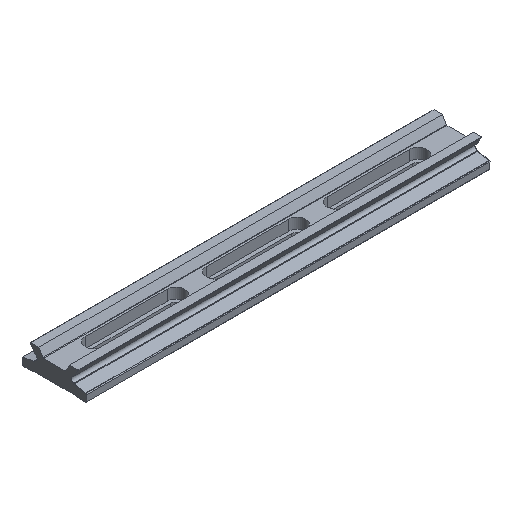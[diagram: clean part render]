
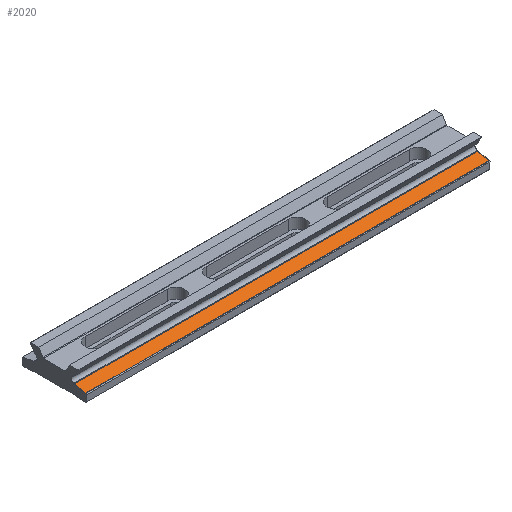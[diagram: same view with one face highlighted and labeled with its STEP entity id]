
A CAD part, isometric view. The second image highlights one B-rep face of the part: STEP entity #2020.
In plain terms, the highlighted planar face has unit normal (0, -0.174, 0.985).
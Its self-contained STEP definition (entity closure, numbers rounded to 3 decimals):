
#2020=ADVANCED_FACE('', (#2030), #2040, .T.);
#5930=AXIS2_PLACEMENT_3D('Ax2Pl3d', #5940, #5950, #5960);
#8380=CARTESIAN_POINT('', (63.407,-61.908,65.159));
#8420=CARTESIAN_POINT('', (-186.593,-61.908,65.159))
;
#8430=CARTESIAN_POINT('', (63.407,-61.908,65.159));
#8440=CARTESIAN_POINT('', (63.407,-69.294,63.857));
#8450=CARTESIAN_POINT('', (63.407,-69.294,63.857));
#8490=CARTESIAN_POINT('', (-186.593,-69.294,63.857));
#8500=CARTESIAN_POINT('', (-186.593,-69.294,63.857));
#5940=CARTESIAN_POINT('HicPkt', (63.407,-61.908,
65.159));
#8550=CARTESIAN_POINT('', (-186.593,-61.908,65.159))
;
#15920=DIRECTION('', (1.,0.,0.));
#15930=DIRECTION('', (0.,-0.985,-0.174));
#15960=DIRECTION('', (-1.,0.,0.));
#5950=DIRECTION('Axis', (0.,-0.174,
0.985));
#5960=DIRECTION('RefDirection', (0.,-0.985,
-0.174));
#16000=DIRECTION('', (0.,0.985,0.174));
#19950=EDGE_CURVE('', #19930, #19870, #19960, .T.);
#19970=EDGE_CURVE('', #19870, #19980, #19990, .T.);
#20050=EDGE_CURVE('', #19980, #20060, #20070, .T.);
#20150=EDGE_CURVE('', #20060, #19930, #20160, .T.);
#24150=EDGE_LOOP('Edge_loop', (#24160,#24170,#24180,#24190));
#2030=FACE_OUTER_BOUND('Face_outer_bound', #24150, .T.);
#19960=LINE('Line', #8430, #27070);
#19990=LINE('Line', #8440, #27080);
#20070=LINE('Line', #8490, #27110);
#20160=LINE('Line', #8550, #27150);
#24160=ORIENTED_EDGE('', *, *, #19970, .F.);
#24170=ORIENTED_EDGE('', *, *, #19950, .F.);
#24180=ORIENTED_EDGE('', *, *, #20150, .F.);
#24190=ORIENTED_EDGE('', *, *, #20050, .F.);
#2040=PLANE('Plane', #5930);
#27070=VECTOR('', #15920, 250.);
#27080=VECTOR('', #15930, 7.5);
#27110=VECTOR('', #15960, 250.);
#27150=VECTOR('', #16000, 7.5);
#19870=VERTEX_POINT('', #8380);
#19930=VERTEX_POINT('', #8420);
#19980=VERTEX_POINT('', #8450);
#20060=VERTEX_POINT('', #8500);
